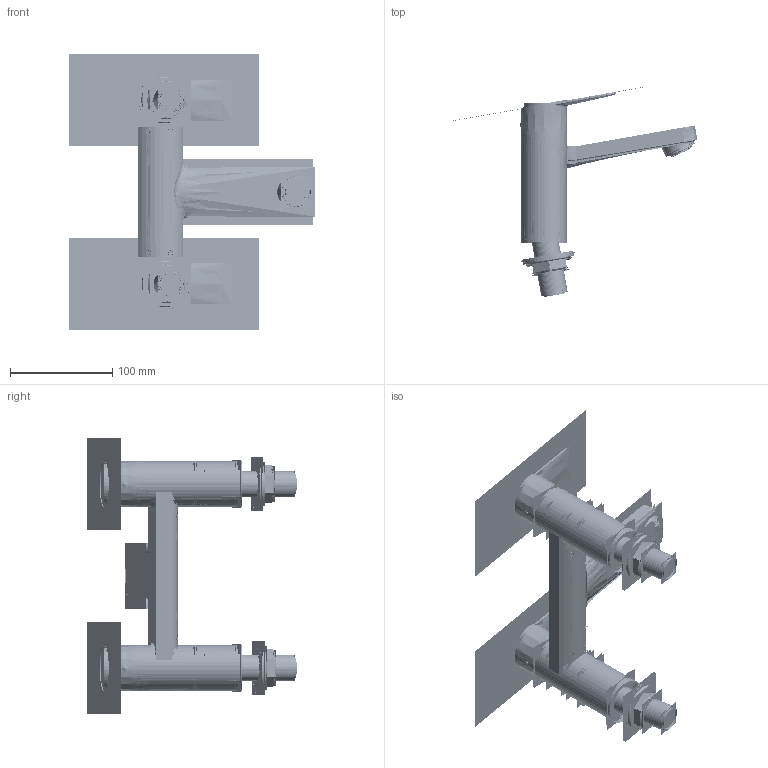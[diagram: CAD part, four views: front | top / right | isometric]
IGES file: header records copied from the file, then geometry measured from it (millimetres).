
Start section:  PTC IGES file: ZR06_322DC.igs
Global section: file name: ZR06_322DC.igs; native system: Pro/ENGINEER by Parametric Technology Corporation; preprocessor: 2009360; author: user152; organization: Unknown; date: 20200401.083515; units: millimetre
Bounding box: 240.25 x 205.21 x 270.48 mm (x, y, z)
Volume: 335450 mm3; surface area: 2576362.1 mm2
Topology: 43 solids, 75 shells, 5758 faces, 29081 edges, 36093 vertices
Faces by surface type: bspline 3846, revolution 1912
